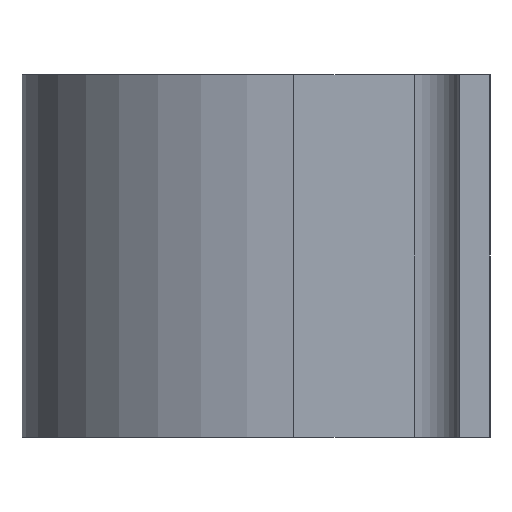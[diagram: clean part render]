
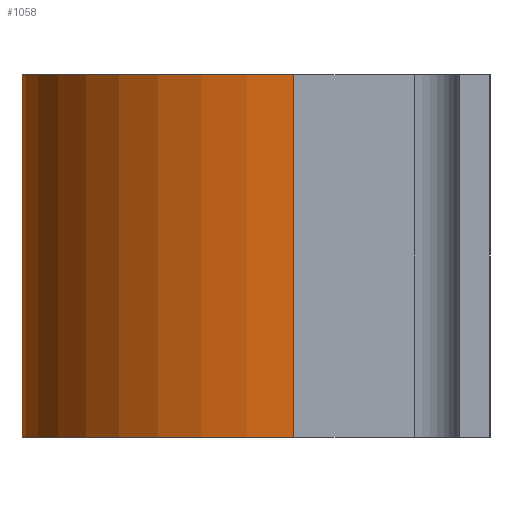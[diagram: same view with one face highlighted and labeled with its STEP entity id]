
A CAD part, left-side view. The second image highlights one B-rep face of the part: STEP entity #1058.
In plain terms, the highlighted cylindrical face has radius 9 mm (diameter 18 mm), a partial arc.
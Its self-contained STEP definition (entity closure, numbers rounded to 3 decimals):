
#24 = VERTEX_POINT ( 'NONE', #129 ) ;
#49 = AXIS2_PLACEMENT_3D ( 'NONE', #653, #94, #568 ) ;
#76 = VECTOR ( 'NONE', #258, 1000. ) ;
#94 = DIRECTION ( 'NONE',  ( 0., 0., -1. ) ) ;
#120 = VERTEX_POINT ( 'NONE', #677 ) ;
#129 = CARTESIAN_POINT ( 'NONE',  ( 9., 6.5, -6. ) ) ;
#143 = VERTEX_POINT ( 'NONE', #891 ) ;
#178 = CIRCLE ( 'NONE', #527, 9. ) ;
#213 = CYLINDRICAL_SURFACE ( 'NONE', #898, 9. ) ;
#243 = DIRECTION ( 'NONE',  ( -1., 0., 0. ) ) ;
#258 = DIRECTION ( 'NONE',  ( 0., 0., -1. ) ) ;
#287 = EDGE_CURVE ( 'NONE', #427, #24, #842, .T. ) ;
#368 = EDGE_CURVE ( 'NONE', #143, #24, #178, .T. ) ;
#427 = VERTEX_POINT ( 'NONE', #590 ) ;
#457 = LINE ( 'NONE', #827, #76 ) ;
#458 = ORIENTED_EDGE ( 'NONE', *, *, #657, .F. ) ;
#507 = CARTESIAN_POINT ( 'NONE',  ( 0., 6.5, -6. ) ) ;
#510 = DIRECTION ( 'NONE',  ( 1., 0., 0. ) ) ;
#511 = CARTESIAN_POINT ( 'NONE',  ( 9., 6.5, 6. ) ) ;
#527 = AXIS2_PLACEMENT_3D ( 'NONE', #507, #871, #510 ) ;
#568 = DIRECTION ( 'NONE',  ( 1., 0., 0. ) ) ;
#590 = CARTESIAN_POINT ( 'NONE',  ( 9., 6.5, 6. ) ) ;
#631 = ORIENTED_EDGE ( 'NONE', *, *, #287, .T. ) ;
#642 = FACE_OUTER_BOUND ( 'NONE', #1062, .T. ) ;
#646 = CARTESIAN_POINT ( 'NONE',  ( 0., 6.5, 6. ) ) ;
#653 = CARTESIAN_POINT ( 'NONE',  ( 0., 6.5, 6. ) ) ;
#657 = EDGE_CURVE ( 'NONE', #120, #143, #457, .T. ) ;
#677 = CARTESIAN_POINT ( 'NONE',  ( -9., 6.5, 6. ) ) ;
#688 = DIRECTION ( 'NONE',  ( 0., 0., -1. ) ) ;
#696 = ORIENTED_EDGE ( 'NONE', *, *, #725, .T. ) ;
#707 = ORIENTED_EDGE ( 'NONE', *, *, #368, .F. ) ;
#723 = DIRECTION ( 'NONE',  ( 0., 0., -1. ) ) ;
#725 = EDGE_CURVE ( 'NONE', #120, #427, #835, .T. ) ;
#811 = VECTOR ( 'NONE', #688, 1000. ) ;
#827 = CARTESIAN_POINT ( 'NONE',  ( -9., 6.5, 6. ) ) ;
#835 = CIRCLE ( 'NONE', #49, 9. ) ;
#842 = LINE ( 'NONE', #511, #811 ) ;
#871 = DIRECTION ( 'NONE',  ( 0., 0., -1. ) ) ;
#891 = CARTESIAN_POINT ( 'NONE',  ( -9., 6.5, -6. ) ) ;
#898 = AXIS2_PLACEMENT_3D ( 'NONE', #646, #723, #243 ) ;
#1058 = ADVANCED_FACE ( 'NONE', ( #642 ), #213, .T. ) ;
#1062 = EDGE_LOOP ( 'NONE', ( #707, #458, #696, #631 ) ) ;
